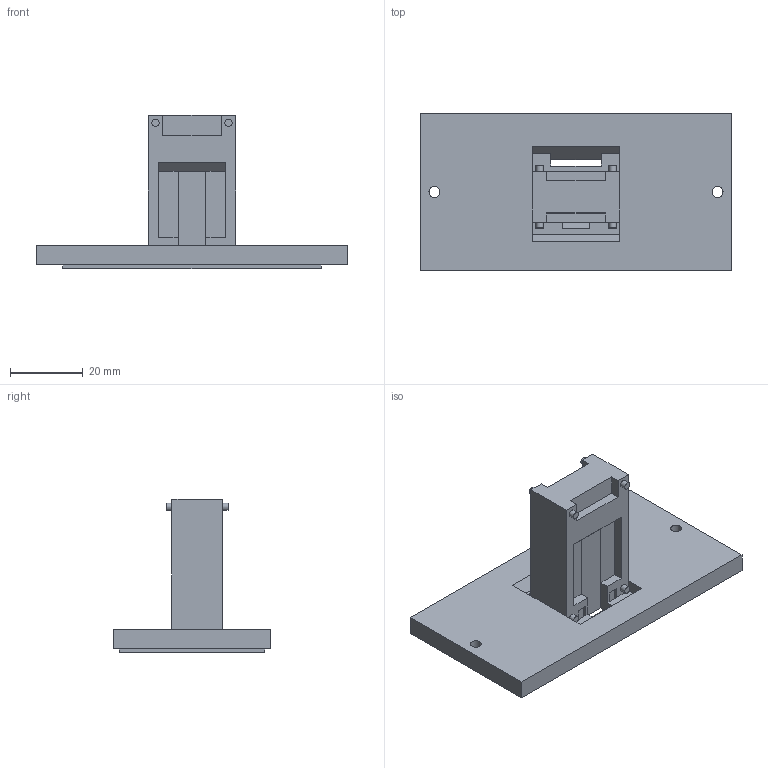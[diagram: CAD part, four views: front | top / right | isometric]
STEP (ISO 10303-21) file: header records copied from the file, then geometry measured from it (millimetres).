
FILE_DESCRIPTION(/* description */ (''),/* implementation_level */ '2;1');
FILE_NAME(/* name */ 'Nabu-SD-Backplate.step',/* time_stamp */ '2023-07-27T14:25:12-07:00',/* author */ (''),/* organization */ (''),/* preprocessor_version */ 'ST-DEVELOPER v19.2',/* originating_system */ 'Autodesk Translation Framework v12.6.0.85',/* authorisation */ '');
FILE_SCHEMA (('AUTOMOTIVE_DESIGN { 1 0 10303 214 3 1 1 }'));
Length unit declared in the file: millimetre
Products named in the file (1): Nabu-Backplate
Bounding box: 85.5 x 43.35 x 42 mm (x, y, z)
Volume: 31936.7 mm3; surface area: 12548.3 mm2
Topology: 1 solids, 1 shells, 74 faces, 190 edges, 124 vertices
Faces by surface type: plane 64, cylinder 10
Full cylindrical faces by diameter (mm): 2 x8, 3 x2
Entity records: 2274 total; most frequent: CARTESIAN_POINT 389, ORIENTED_EDGE 380, DIRECTION 360, EDGE_CURVE 190, LINE 170, VECTOR 170, VERTEX_POINT 124, AXIS2_PLACEMENT_3D 95
